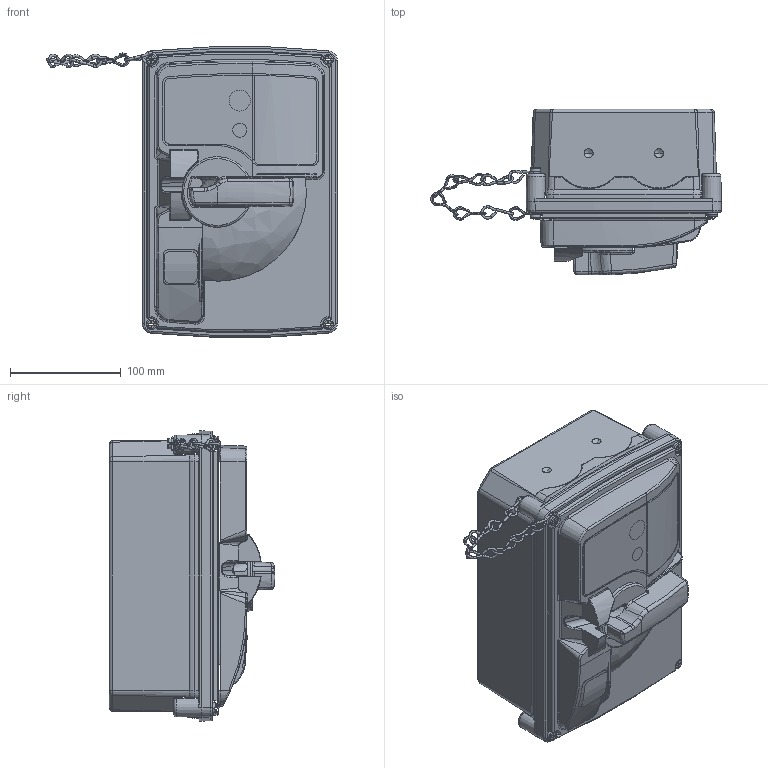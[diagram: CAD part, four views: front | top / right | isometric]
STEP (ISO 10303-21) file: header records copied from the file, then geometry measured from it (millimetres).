
FILE_DESCRIPTION((''),'2;1');
FILE_NAME('PS60SS','2017-10-03T',('syrohmer'),(''),'PRO/ENGINEER BY PARAMETRIC TECHNOLOGY CORPORATION, 2014200','PRO/ENGINEER BY PARAMETRIC TECHNOLOGY CORPORATION, 2014200','');
FILE_SCHEMA(('CONFIG_CONTROL_DESIGN'));
Length unit declared in the file: inch
Products named in the file (1): PS60SS
Bounding box: 262.47 x 149.45 x 262.02 mm (x, y, z)
Surface area: 212659.1 mm2 (no closed solid volume)
Topology: 0 solids, 56 shells, 513 faces, 1934 edges, 1442 vertices
Faces by surface type: cylinder 138, torus 135, plane 91, bspline 82, cone 62, sphere 3, extrusion 2
Entity records: 28182 total; most frequent: CARTESIAN_POINT 13343, DIRECTION 2897, ORIENTED_EDGE 2764, EDGE_CURVE 1925, VERTEX_POINT 1442, AXIS2_PLACEMENT_3D 1146, CIRCLE 717, B_SPLINE_CURVE_WITH_KNOTS 607
